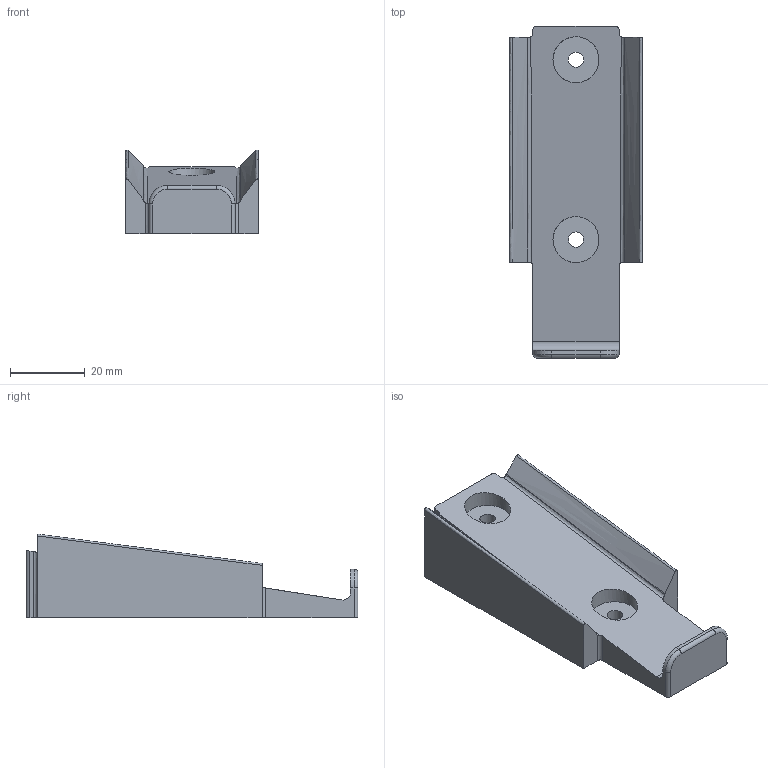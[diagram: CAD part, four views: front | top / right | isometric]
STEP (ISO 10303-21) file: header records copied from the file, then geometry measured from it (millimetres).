
FILE_DESCRIPTION(/* description */ (''),/* implementation_level */ '2;1');
FILE_NAME(/* name */ 'Single Cradle v5.step',/* time_stamp */ '2024-07-08T17:49:00-07:00',/* author */ (''),/* organization */ (''),/* preprocessor_version */ 'ST-DEVELOPER v20',/* originating_system */ 'Autodesk Translation Framework v13.14.0.145',/* authorisation */ '');
FILE_SCHEMA (('AUTOMOTIVE_DESIGN { 1 0 10303 214 3 1 1 }'));
Length unit declared in the file: millimetre
Products named in the file (1): Single Cradle
Bounding box: 35.5 x 88.6 x 22.4 mm (x, y, z)
Volume: 33588.7 mm3; surface area: 10205.1 mm2
Topology: 1 solids, 1 shells, 44 faces, 116 edges, 76 vertices
Faces by surface type: plane 18, cylinder 16, bspline 8, torus 2
Full cylindrical faces by diameter (mm): 4.1 x2, 12.3 x2
Entity records: 1892 total; most frequent: CARTESIAN_POINT 810, ORIENTED_EDGE 232, DIRECTION 194, EDGE_CURVE 116, VERTEX_POINT 76, AXIS2_PLACEMENT_3D 71, LINE 52, VECTOR 52
